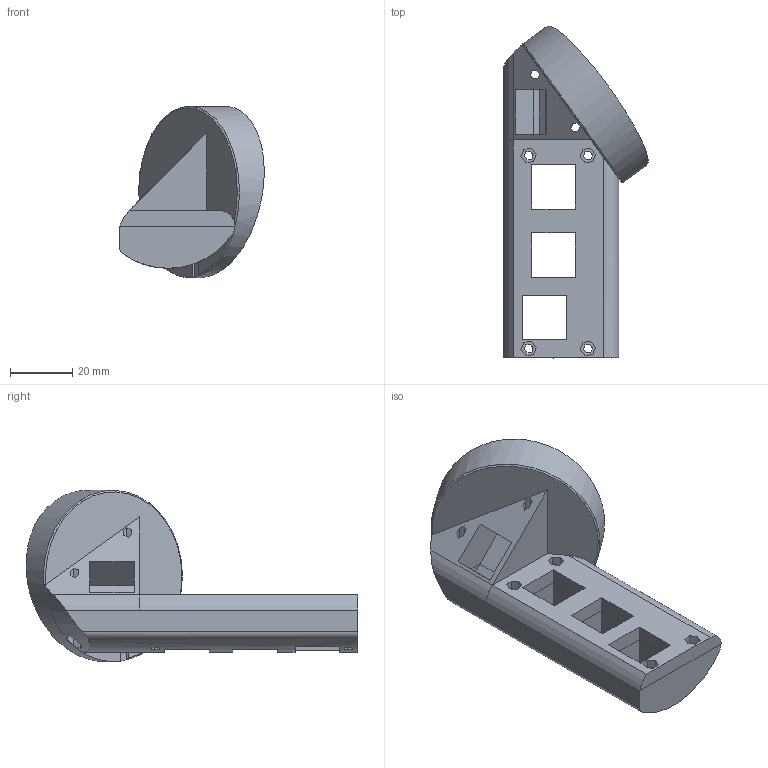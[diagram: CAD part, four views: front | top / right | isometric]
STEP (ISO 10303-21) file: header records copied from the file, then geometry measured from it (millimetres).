
FILE_DESCRIPTION(/* description */ (''),/* implementation_level */ '2;1');
FILE_NAME(/* name */ 'Controller.step',/* time_stamp */ '2023-12-25T23:35:43+09:00',/* author */ (''),/* organization */ (''),/* preprocessor_version */ 'ST-DEVELOPER v20',/* originating_system */ 'Autodesk Translation Framework v12.14.0.127',/* authorisation */ '');
FILE_SCHEMA (('AUTOMOTIVE_DESIGN { 1 0 10303 214 3 1 1 }'));
Length unit declared in the file: millimetre
Products named in the file (1): Controller
Bounding box: 46.39 x 106.59 x 54.97 mm (x, y, z)
Volume: 59709 mm3; surface area: 23642.2 mm2
Topology: 3 solids, 3 shells, 174 faces, 486 edges, 324 vertices
Faces by surface type: plane 165, cylinder 8, torus 1
Full cylindrical faces by diameter (mm): 55 x1
Entity records: 5678 total; most frequent: CARTESIAN_POINT 1033, ORIENTED_EDGE 972, DIRECTION 894, EDGE_CURVE 486, LINE 418, VECTOR 418, VERTEX_POINT 324, AXIS2_PLACEMENT_3D 238
